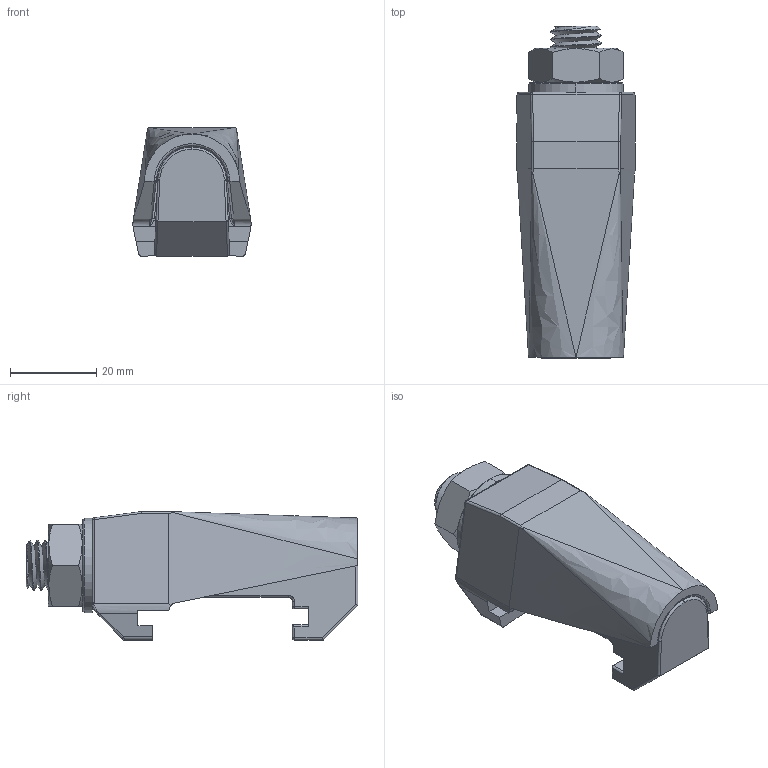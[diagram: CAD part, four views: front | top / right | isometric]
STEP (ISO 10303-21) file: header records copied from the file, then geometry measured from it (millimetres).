
FILE_DESCRIPTION (( 'STEP AP214' ), '1' );
FILE_NAME ('Hositrad_ISO320-C-SS-Double.STEP', '2024-12-23T11:30:20', ( '' ), ( '' ), 'SwSTEP 2.0', 'SolidWorks 2022', '' );
FILE_SCHEMA (( 'AUTOMOTIVE_DESIGN' ));
Length unit declared in the file: millimetre
Products named in the file (5): Clamp-ISO320C-SS-Outside; Nut-M12; Washer DIN 125 - A 13; Clamp-ISO320C-SS-Inside; Hositrad_ISO320-C-SS-Double
Assembly tree (4 placements, depth 2):
  Hositrad_ISO320-C-SS-Double
    Clamp-ISO320C-SS-Inside
    Clamp-ISO320C-SS-Outside
    Washer DIN 125 - A 13
    Nut-M12
Bounding box: 27.41 x 77 x 29.9 mm (x, y, z)
Volume: 32439.5 mm3; surface area: 14662.5 mm2
Topology: 4 solids, 4 shells, 188 faces, 480 edges, 293 vertices
Faces by surface type: cylinder 89, plane 44, bspline 38, cone 17
Entity records: 9927 total; most frequent: CARTESIAN_POINT 3931, ORIENTED_EDGE 944, DIRECTION 736, EDGE_CURVE 472, VERTEX_POINT 293, AXIS2_PLACEMENT_3D 275, EDGE_LOOP 195, ADVANCED_FACE 188
